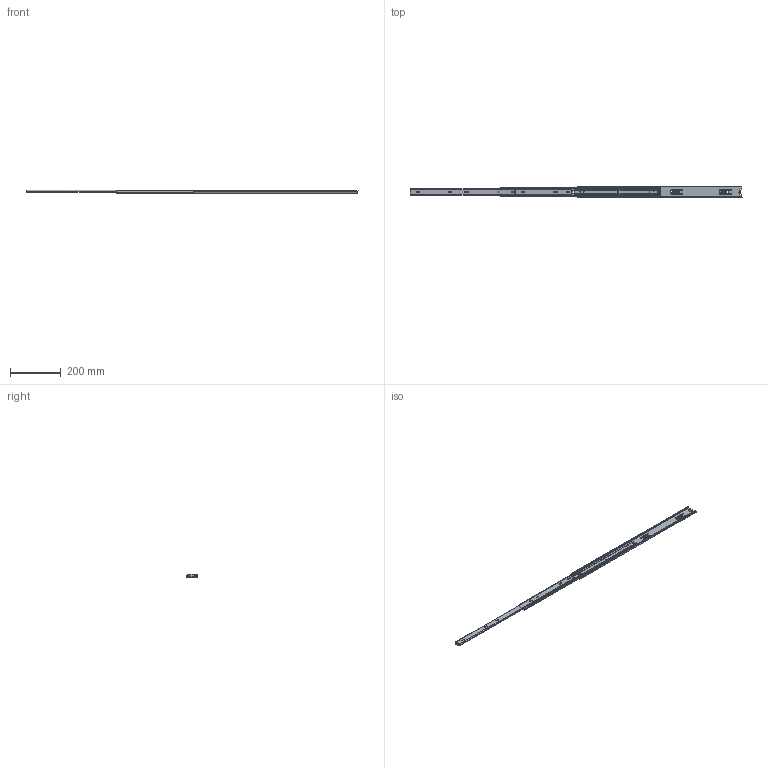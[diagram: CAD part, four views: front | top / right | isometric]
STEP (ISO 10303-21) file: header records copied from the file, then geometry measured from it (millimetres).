
FILE_DESCRIPTION (( 'STEP AP203' ), '1' );
FILE_NAME ('4600-62-26組合.STEP', '2023-02-16T01:03:41', ( '' ), ( '' ), 'SwSTEP 2.0', 'SolidWorks 2021', '' );
FILE_SCHEMA (( 'CONFIG_CONTROL_DESIGN' ));
Length unit declared in the file: millimetre
Products named in the file (4): 4600-62-26組合; 46006203-26-內軌; 46006202-26-1中軌; 46006201-26-外軌
Assembly tree (3 placements, depth 2):
  4600-62-26組合
    46006201-26-外軌
    46006202-26-1中軌
    46006203-26-內軌
Bounding box: 1309.5 x 45.4 x 12.7 mm (x, y, z)
Volume: 115285.5 mm3; surface area: 190282.4 mm2
Topology: 4 solids, 4 shells, 431 faces, 1255 edges, 830 vertices
Faces by surface type: plane 219, cylinder 203, bspline 9
Entity records: 15389 total; most frequent: CARTESIAN_POINT 3107, ORIENTED_EDGE 2510, DIRECTION 2478, EDGE_CURVE 1255, AXIS2_PLACEMENT_3D 838, VERTEX_POINT 830, VECTOR 802, LINE 802
